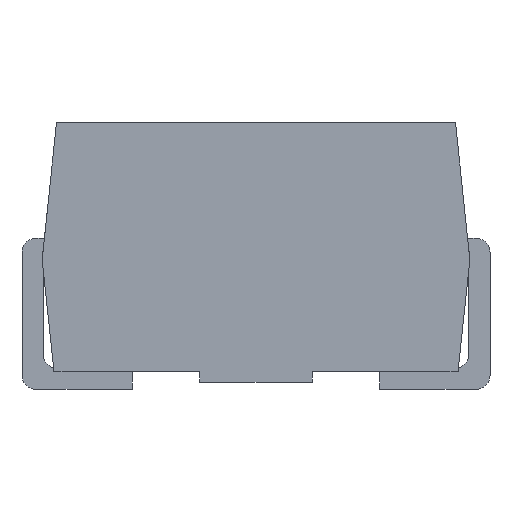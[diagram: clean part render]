
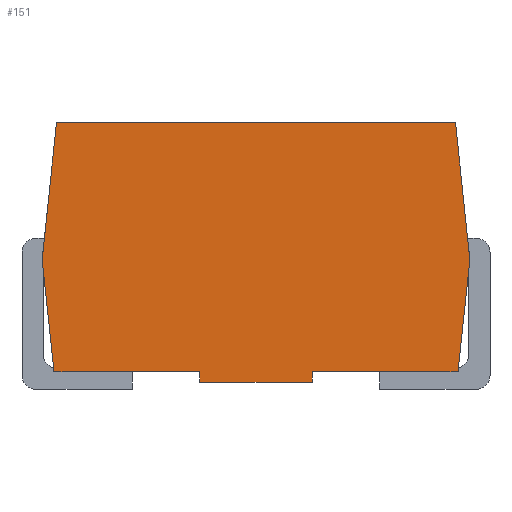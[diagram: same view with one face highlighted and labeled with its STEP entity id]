
A CAD part, front view. The second image highlights one B-rep face of the part: STEP entity #151.
In plain terms, the highlighted planar face has unit normal (0, -1, 0).
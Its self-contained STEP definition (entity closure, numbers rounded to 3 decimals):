
#22 = VERTEX_POINT('',#23);
#23 = CARTESIAN_POINT('',(-0.406,-1.422,0.));
#40 = VERTEX_POINT('',#41);
#41 = CARTESIAN_POINT('',(-0.406,-1.422,0.076));
#47 = EDGE_CURVE('',#22,#40,#48,.T.);
#48 = LINE('',#49,#50);
#49 = CARTESIAN_POINT('',(-0.406,-1.422,0.));
#50 = VECTOR('',#51,1.);
#51 = DIRECTION('',(0.,0.,1.));
#71 = VERTEX_POINT('',#72);
#72 = CARTESIAN_POINT('',(0.406,-1.422,0.));
#78 = EDGE_CURVE('',#22,#71,#79,.T.);
#79 = LINE('',#80,#81);
#80 = CARTESIAN_POINT('',(0.,-1.422,0.
    ));
#81 = VECTOR('',#82,1.);
#82 = DIRECTION('',(1.,0.,0.));
#92 = EDGE_CURVE('',#40,#93,#95,.T.);
#93 = VERTEX_POINT('',#94);
#94 = CARTESIAN_POINT('',(-1.464,-1.422,0.076));
#95 = LINE('',#96,#97);
#96 = CARTESIAN_POINT('',(-0.406,-1.422,0.076));
#97 = VECTOR('',#98,1.);
#98 = DIRECTION('',(-1.,0.,0.));
#151 = ADVANCED_FACE('',(#152),#211,.T.);
#152 = FACE_BOUND('',#153,.T.);
#153 = EDGE_LOOP('',(#154,#155,#163,#171,#179,#187,#195,#203,#209,#210)
  );
#154 = ORIENTED_EDGE('',*,*,#78,.T.);
#155 = ORIENTED_EDGE('',*,*,#156,.T.);
#156 = EDGE_CURVE('',#71,#157,#159,.T.);
#157 = VERTEX_POINT('',#158);
#158 = CARTESIAN_POINT('',(0.406,-1.422,0.076));
#159 = LINE('',#160,#161);
#160 = CARTESIAN_POINT('',(0.406,-1.422,0.));
#161 = VECTOR('',#162,1.);
#162 = DIRECTION('',(0.,0.,1.));
#163 = ORIENTED_EDGE('',*,*,#164,.T.);
#164 = EDGE_CURVE('',#157,#165,#167,.T.);
#165 = VERTEX_POINT('',#166);
#166 = CARTESIAN_POINT('',(1.464,-1.422,0.076));
#167 = LINE('',#168,#169);
#168 = CARTESIAN_POINT('',(0.406,-1.422,0.076));
#169 = VECTOR('',#170,1.);
#170 = DIRECTION('',(1.,0.,0.));
#171 = ORIENTED_EDGE('',*,*,#172,.T.);
#172 = EDGE_CURVE('',#165,#173,#175,.T.);
#173 = VERTEX_POINT('',#174);
#174 = CARTESIAN_POINT('',(1.549,-1.422,0.889));
#175 = LINE('',#176,#177);
#176 = CARTESIAN_POINT('',(1.464,-1.422,0.076));
#177 = VECTOR('',#178,1.);
#178 = DIRECTION('',(0.105,0.,0.995)
  );
#179 = ORIENTED_EDGE('',*,*,#180,.T.);
#180 = EDGE_CURVE('',#173,#181,#183,.T.);
#181 = VERTEX_POINT('',#182);
#182 = CARTESIAN_POINT('',(1.445,-1.422,1.88));
#183 = LINE('',#184,#185);
#184 = CARTESIAN_POINT('',(1.549,-1.422,0.889));
#185 = VECTOR('',#186,1.);
#186 = DIRECTION('',(-0.105,0.,0.995)
  );
#187 = ORIENTED_EDGE('',*,*,#188,.T.);
#188 = EDGE_CURVE('',#181,#189,#191,.T.);
#189 = VERTEX_POINT('',#190);
#190 = CARTESIAN_POINT('',(-1.445,-1.422,1.88));
#191 = LINE('',#192,#193);
#192 = CARTESIAN_POINT('',(1.445,-1.422,1.88));
#193 = VECTOR('',#194,1.);
#194 = DIRECTION('',(-1.,0.,0.));
#195 = ORIENTED_EDGE('',*,*,#196,.F.);
#196 = EDGE_CURVE('',#197,#189,#199,.T.);
#197 = VERTEX_POINT('',#198);
#198 = CARTESIAN_POINT('',(-1.549,-1.422,0.889));
#199 = LINE('',#200,#201);
#200 = CARTESIAN_POINT('',(-1.549,-1.422,0.889));
#201 = VECTOR('',#202,1.);
#202 = DIRECTION('',(0.105,0.,0.995));
#203 = ORIENTED_EDGE('',*,*,#204,.F.);
#204 = EDGE_CURVE('',#93,#197,#205,.T.);
#205 = LINE('',#206,#207);
#206 = CARTESIAN_POINT('',(-1.464,-1.422,0.076));
#207 = VECTOR('',#208,1.);
#208 = DIRECTION('',(-0.105,0.,0.995)
  );
#209 = ORIENTED_EDGE('',*,*,#92,.F.);
#210 = ORIENTED_EDGE('',*,*,#47,.F.);
#211 = PLANE('',#212);
#212 = AXIS2_PLACEMENT_3D('',#213,#214,#215);
#213 = CARTESIAN_POINT('',(0.,-1.422,0.953));
#214 = DIRECTION('',(0.,-1.,0.));
#215 = DIRECTION('',(0.,0.,-1.));
